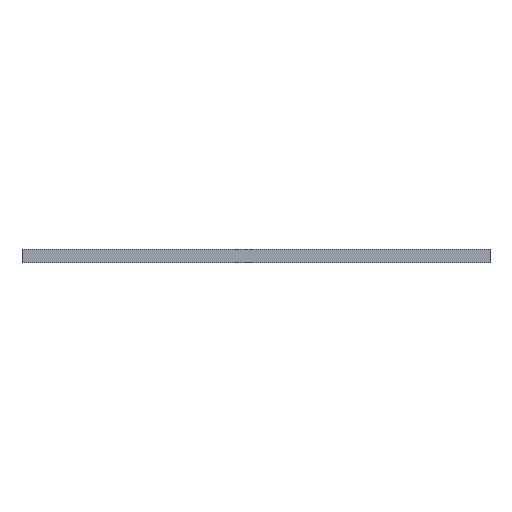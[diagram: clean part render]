
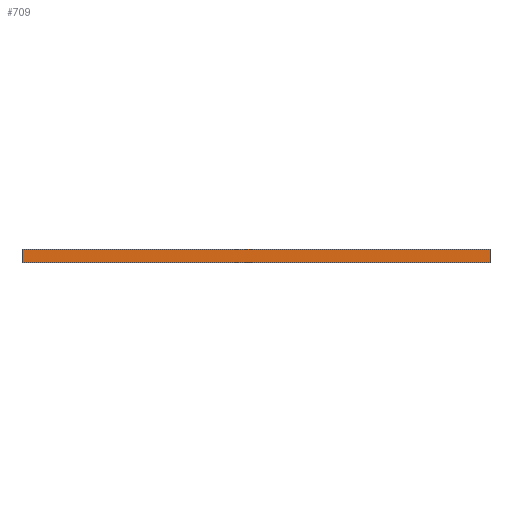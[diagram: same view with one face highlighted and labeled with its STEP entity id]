
A CAD part, front view. The second image highlights one B-rep face of the part: STEP entity #709.
In plain terms, the highlighted planar face has unit normal (0, -1, 0).
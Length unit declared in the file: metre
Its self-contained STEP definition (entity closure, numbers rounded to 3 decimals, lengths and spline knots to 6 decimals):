
#41=LINE('',#1098,#93);
#55=LINE('',#1175,#107);
#60=LINE('',#1217,#112);
#62=LINE('',#1220,#114);
#93=VECTOR('',#868,1.);
#107=VECTOR('',#932,1.);
#112=VECTOR('',#971,1.);
#114=VECTOR('',#975,1.);
#216=ORIENTED_EDGE('',*,*,#391,.F.);
#217=ORIENTED_EDGE('',*,*,#414,.F.);
#218=ORIENTED_EDGE('',*,*,#353,.T.);
#219=ORIENTED_EDGE('',*,*,#412,.T.);
#353=EDGE_CURVE('',#454,#452,#41,.T.);
#391=EDGE_CURVE('',#491,#488,#55,.T.);
#412=EDGE_CURVE('',#452,#488,#60,.T.);
#414=EDGE_CURVE('',#454,#491,#62,.T.);
#452=VERTEX_POINT('',#1096);
#454=VERTEX_POINT('',#1099);
#488=VERTEX_POINT('',#1169);
#491=VERTEX_POINT('',#1174);
#583=EDGE_LOOP('',(#216,#217,#218,#219));
#649=FACE_BOUND('',#583,.T.);
#695=PLANE('',#808);
#709=ADVANCED_FACE('',(#649),#695,.T.);
#808=AXIS2_PLACEMENT_3D('',#1219,#973,#974);
#868=DIRECTION('',(1.,0.,0.));
#932=DIRECTION('',(1.,0.,0.));
#971=DIRECTION('',(0.,0.,1.));
#973=DIRECTION('',(0.,-1.,0.));
#974=DIRECTION('',(1.,0.,0.));
#975=DIRECTION('',(0.,0.,1.));
#1096=CARTESIAN_POINT('',(-0.037233,-0.05,0.078413));
#1098=CARTESIAN_POINT('',(-0.064733,-0.05,0.078413));
#1099=CARTESIAN_POINT('',(-0.092233,-0.05,0.078413));
#1169=CARTESIAN_POINT('',(-0.037233,-0.05,0.08));
#1174=CARTESIAN_POINT('',(-0.092233,-0.05,0.08));
#1175=CARTESIAN_POINT('',(-0.064733,-0.05,0.08));
#1217=CARTESIAN_POINT('',(-0.037233,-0.05,0.078413));
#1219=CARTESIAN_POINT('',(-0.064733,-0.05,0.078413));
#1220=CARTESIAN_POINT('',(-0.092233,-0.05,0.078413));
